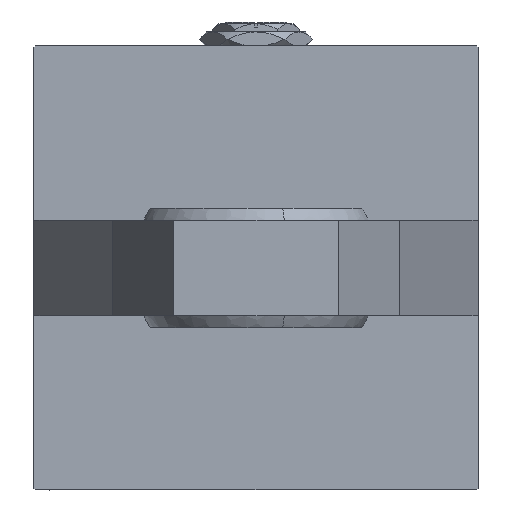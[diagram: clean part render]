
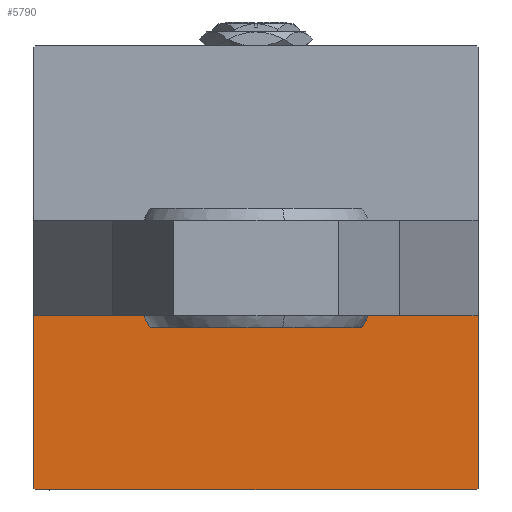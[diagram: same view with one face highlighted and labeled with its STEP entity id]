
A CAD part, left-side view. The second image highlights one B-rep face of the part: STEP entity #5790.
In plain terms, the highlighted planar face has unit normal (-1, 0, 0).
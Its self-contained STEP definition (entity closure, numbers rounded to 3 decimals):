
#208 = CARTESIAN_POINT ( 'NONE',  ( 0., -65., 65. ) ) ;
#227 = DIRECTION ( 'NONE',  ( 0., 0., 1. ) ) ;
#492 = DIRECTION ( 'NONE',  ( -1., 0., 0. ) ) ;
#1295 = FACE_OUTER_BOUND ( 'NONE', #20387, .T. ) ;
#1517 = VECTOR ( 'NONE', #45400, 1000. ) ;
#2078 = VECTOR ( 'NONE', #45648, 1000. ) ;
#2141 = DIRECTION ( 'NONE',  ( 0., -0.707, 0.707 ) ) ;
#2849 = CARTESIAN_POINT ( 'NONE',  ( 0., -64.5, -65. ) ) ;
#5186 = CARTESIAN_POINT ( 'NONE',  ( 0., -64.5, 65. ) ) ;
#5749 = EDGE_CURVE ( 'NONE', #10616, #31608, #37335, .T. ) ;
#5790 = ADVANCED_FACE ( 'NONE', ( #1295 ), #41092, .T. ) ;
#6816 = LINE ( 'NONE', #39635, #50862 ) ;
#7856 = LINE ( 'NONE', #40673, #26868 ) ;
#9337 = CARTESIAN_POINT ( 'NONE',  ( 0., -14., 65. ) ) ;
#10591 = VERTEX_POINT ( 'NONE', #33450 ) ;
#10616 = VERTEX_POINT ( 'NONE', #45818 ) ;
#12076 = ORIENTED_EDGE ( 'NONE', *, *, #51036, .T. ) ;
#14135 = VECTOR ( 'NONE', #2141, 1000. ) ;
#15127 = ORIENTED_EDGE ( 'NONE', *, *, #34721, .T. ) ;
#15292 = CARTESIAN_POINT ( 'NONE',  ( 0., -64.75, -64.75 ) ) ;
#17256 = CARTESIAN_POINT ( 'NONE',  ( 0., -65., 64.5 ) ) ;
#20255 = DIRECTION ( 'NONE',  ( 0., 0.707, 0.707 ) ) ;
#20387 = EDGE_LOOP ( 'NONE', ( #49845, #45425, #15127, #12076, #26716, #51571 ) ) ;
#20679 = CARTESIAN_POINT ( 'NONE',  ( 0., 0., 0. ) ) ;
#21877 = LINE ( 'NONE', #45803, #38566 ) ;
#22616 = VERTEX_POINT ( 'NONE', #2849 ) ;
#22840 = CARTESIAN_POINT ( 'NONE',  ( 0., -14., -65. ) ) ;
#23031 = AXIS2_PLACEMENT_3D ( 'NONE', #20679, #492, #227 ) ;
#24993 = EDGE_CURVE ( 'NONE', #31238, #10591, #25484, .T. ) ;
#25484 = LINE ( 'NONE', #208, #2078 ) ;
#26716 = ORIENTED_EDGE ( 'NONE', *, *, #24993, .F. ) ;
#26724 = VERTEX_POINT ( 'NONE', #5186 ) ;
#26868 = VECTOR ( 'NONE', #20255, 1000. ) ;
#27419 = LINE ( 'NONE', #15292, #14135 ) ;
#31052 = DIRECTION ( 'NONE',  ( 0., -1., 0. ) ) ;
#31238 = VERTEX_POINT ( 'NONE', #17256 ) ;
#31608 = VERTEX_POINT ( 'NONE', #22840 ) ;
#33450 = CARTESIAN_POINT ( 'NONE',  ( 0., -65., -64.5 ) ) ;
#34721 = EDGE_CURVE ( 'NONE', #31608, #22616, #21877, .T. ) ;
#37335 = LINE ( 'NONE', #9337, #1517 ) ;
#38566 = VECTOR ( 'NONE', #46331, 1000. ) ;
#39635 = CARTESIAN_POINT ( 'NONE',  ( 0., 65., 65. ) ) ;
#40673 = CARTESIAN_POINT ( 'NONE',  ( 0., -64.75, 64.75 ) ) ;
#41092 = PLANE ( 'NONE',  #23031 ) ;
#45400 = DIRECTION ( 'NONE',  ( 0., 0., -1. ) ) ;
#45425 = ORIENTED_EDGE ( 'NONE', *, *, #5749, .T. ) ;
#45511 = EDGE_CURVE ( 'NONE', #10616, #26724, #6816, .T. ) ;
#45648 = DIRECTION ( 'NONE',  ( 0., 0., -1. ) ) ;
#45687 = EDGE_CURVE ( 'NONE', #31238, #26724, #7856, .T. ) ;
#45803 = CARTESIAN_POINT ( 'NONE',  ( 0., 65., -65. ) ) ;
#45818 = CARTESIAN_POINT ( 'NONE',  ( 0., -14., 65. ) ) ;
#46331 = DIRECTION ( 'NONE',  ( 0., -1., 0. ) ) ;
#49845 = ORIENTED_EDGE ( 'NONE', *, *, #45511, .F. ) ;
#50862 = VECTOR ( 'NONE', #31052, 1000. ) ;
#51036 = EDGE_CURVE ( 'NONE', #22616, #10591, #27419, .T. ) ;
#51571 = ORIENTED_EDGE ( 'NONE', *, *, #45687, .T. ) ;
